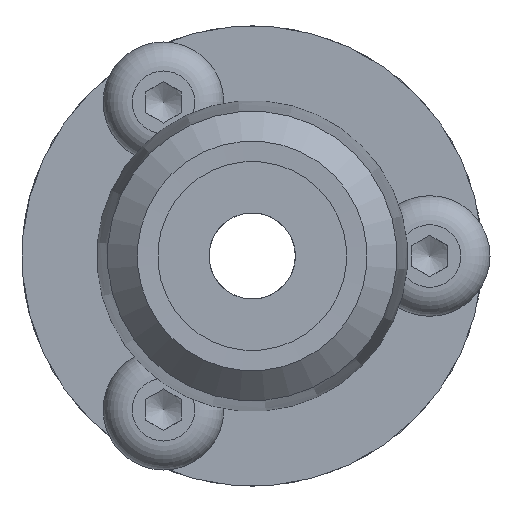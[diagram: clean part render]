
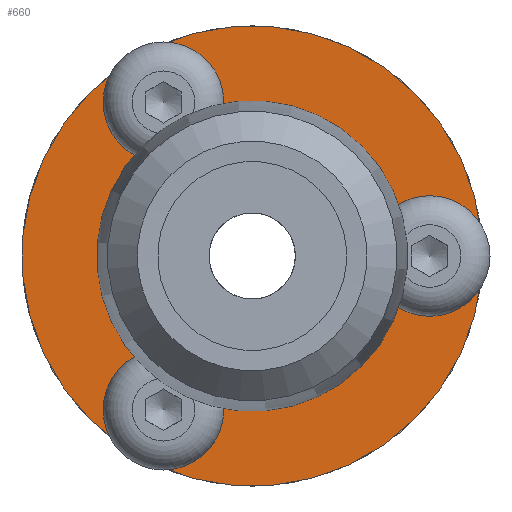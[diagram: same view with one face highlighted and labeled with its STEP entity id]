
A CAD part, left-side view. The second image highlights one B-rep face of the part: STEP entity #660.
In plain terms, the highlighted planar face has unit normal (-1, 0, 0).
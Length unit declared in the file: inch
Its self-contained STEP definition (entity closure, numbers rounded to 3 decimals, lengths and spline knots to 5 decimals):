
#84=PLANE('',#823);
#128=FACE_BOUND('',#277,.T.);
#129=FACE_BOUND('',#278,.T.);
#130=FACE_BOUND('',#279,.T.);
#131=FACE_BOUND('',#280,.T.);
#194=FACE_OUTER_BOUND('',#276,.T.);
#276=EDGE_LOOP('',(#548));
#277=EDGE_LOOP('',(#549));
#278=EDGE_LOOP('',(#550));
#279=EDGE_LOOP('',(#551));
#280=EDGE_LOOP('',(#552));
#336=CIRCLE('',#798,0.0685);
#338=CIRCLE('',#801,0.0685);
#340=CIRCLE('',#804,0.0685);
#350=CIRCLE('',#822,0.26563);
#351=CIRCLE('',#824,0.5);
#383=VERTEX_POINT('',#1184);
#385=VERTEX_POINT('',#1189);
#387=VERTEX_POINT('',#1194);
#397=VERTEX_POINT('',#1222);
#398=VERTEX_POINT('',#1225);
#442=EDGE_CURVE('',#383,#383,#336,.T.);
#444=EDGE_CURVE('',#385,#385,#338,.T.);
#446=EDGE_CURVE('',#387,#387,#340,.T.);
#456=EDGE_CURVE('',#397,#397,#350,.T.);
#457=EDGE_CURVE('',#398,#398,#351,.T.);
#548=ORIENTED_EDGE('',*,*,#457,.F.);
#549=ORIENTED_EDGE('',*,*,#442,.T.);
#550=ORIENTED_EDGE('',*,*,#444,.T.);
#551=ORIENTED_EDGE('',*,*,#446,.T.);
#552=ORIENTED_EDGE('',*,*,#456,.T.);
#660=ADVANCED_FACE('',(#194,#128,#129,#130,#131),#84,.T.);
#798=AXIS2_PLACEMENT_3D('',#1185,#946,#947);
#801=AXIS2_PLACEMENT_3D('',#1190,#952,#953);
#804=AXIS2_PLACEMENT_3D('',#1195,#958,#959);
#822=AXIS2_PLACEMENT_3D('',#1223,#994,#995);
#823=AXIS2_PLACEMENT_3D('',#1224,#996,#997);
#824=AXIS2_PLACEMENT_3D('',#1226,#998,#999);
#946=DIRECTION('center_axis',(1.,0.,0.));
#947=DIRECTION('ref_axis',(0.,-0.866,0.5));
#952=DIRECTION('center_axis',(1.,0.,0.));
#953=DIRECTION('ref_axis',(0.,0.866,0.5));
#958=DIRECTION('center_axis',(1.,0.,0.));
#959=DIRECTION('ref_axis',(0.,0.,-1.));
#994=DIRECTION('center_axis',(1.,0.,0.));
#995=DIRECTION('ref_axis',(0.,1.,0.));
#996=DIRECTION('center_axis',(-1.,0.,0.));
#997=DIRECTION('ref_axis',(0.,0.,1.));
#998=DIRECTION('center_axis',(1.,0.,0.));
#999=DIRECTION('ref_axis',(0.,1.,0.));
#1184=CARTESIAN_POINT('',(-0.21207,-0.15439,-0.13402));
#1185=CARTESIAN_POINT('Origin',(-0.21207,-0.21372,-0.09977));
#1189=CARTESIAN_POINT('',(-0.21207,0.1991,0.33811));
#1190=CARTESIAN_POINT('Origin',(-0.21207,0.25842,0.37236));
#1194=CARTESIAN_POINT('',(-0.21207,0.43124,-0.20409));
#1195=CARTESIAN_POINT('Origin',(-0.21207,0.43124,-0.27259));
#1222=CARTESIAN_POINT('',(-0.21207,0.42427,0.));
#1223=CARTESIAN_POINT('Origin',(-0.21207,0.15865,0.));
#1224=CARTESIAN_POINT('Origin',(-0.21207,0.54146,0.));
#1225=CARTESIAN_POINT('',(-0.21207,0.65865,0.));
#1226=CARTESIAN_POINT('Origin',(-0.21207,0.15865,0.));
